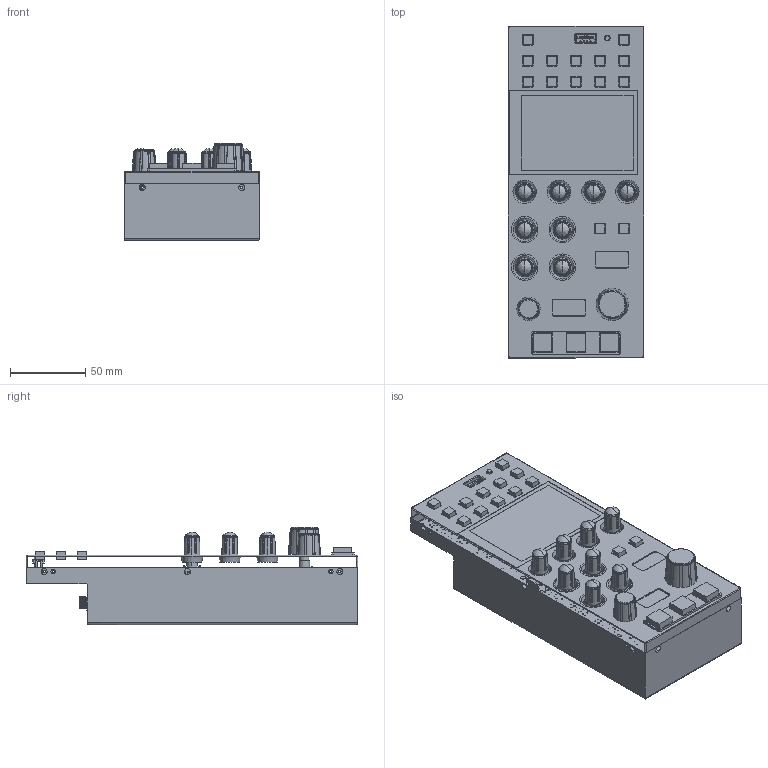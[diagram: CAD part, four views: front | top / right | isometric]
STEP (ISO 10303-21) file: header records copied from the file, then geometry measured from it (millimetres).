
FILE_DESCRIPTION (( 'STEP AP214' ), '1' );
FILE_NAME ('CY-RCP-assembly.step', '2024-07-03T21:08:08', ( '' ), ( '' ), 'SwSTEP 2.0', 'SolidWorks 2021', '' );
FILE_SCHEMA (( 'AUTOMOTIVE_DESIGN' ));
Length unit declared in the file: millimetre
Products named in the file (1): CY-RCP-assembly
Bounding box: 90 x 220 x 64.5 mm (x, y, z)
Surface area: 114123.6 mm2 (no closed solid volume)
Topology: 0 solids, 127 shells, 920 faces, 9264 edges, 8430 vertices
Faces by surface type: plane 375, bspline 274, cylinder 100, torus 96, cone 75
Full cylindrical faces by diameter (mm): 1 x1, 1.6 x1, 3 x4, 3.3 x1, 6 x1, 7 x1, 12.35 x1, 17.6 x4, 17.65 x1
Entity records: 157722 total; most frequent: CARTESIAN_POINT 94821, ORIENTED_EDGE 10408, EDGE_CURVE 9215, VERTEX_POINT 8424, B_SPLINE_CURVE_WITH_KNOTS 7215, EDGE_LOOP 3764, DIRECTION 3647, FACE_BOUND 2827
